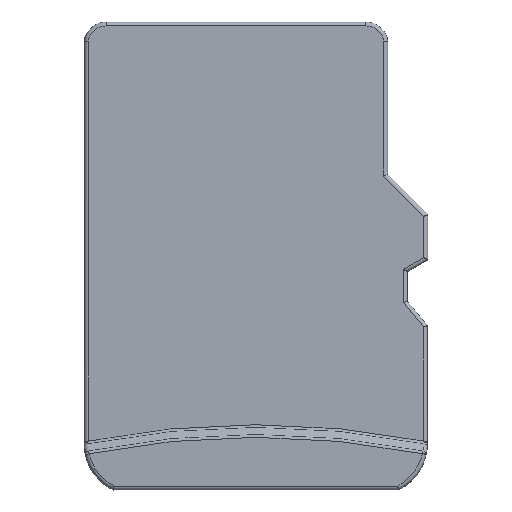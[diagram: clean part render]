
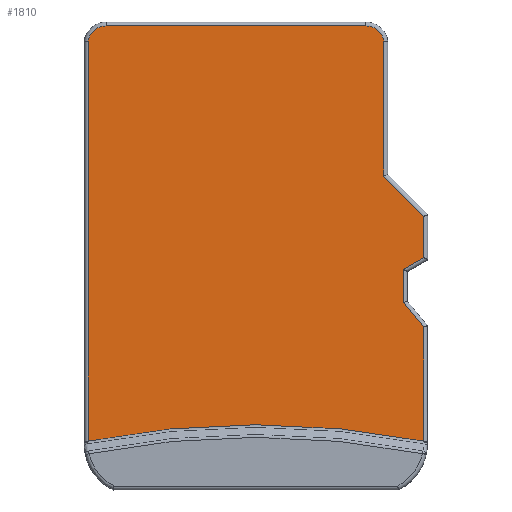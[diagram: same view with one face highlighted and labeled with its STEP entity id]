
A CAD part, top view. The second image highlights one B-rep face of the part: STEP entity #1810.
In plain terms, the highlighted planar face has unit normal (0, 0, 1).
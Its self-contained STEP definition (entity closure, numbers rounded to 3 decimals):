
#2 = VERTEX_POINT ( 'NONE', #521 ) ;
#7 = ORIENTED_EDGE ( 'NONE', *, *, #1841, .T. ) ;
#24 = ORIENTED_EDGE ( 'NONE', *, *, #1842, .T. ) ;
#25 = ORIENTED_EDGE ( 'NONE', *, *, #1843, .T. ) ;
#26 = ORIENTED_EDGE ( 'NONE', *, *, #1844, .T. ) ;
#27 = ORIENTED_EDGE ( 'NONE', *, *, #1845, .T. ) ;
#28 = ORIENTED_EDGE ( 'NONE', *, *, #1846, .T. ) ;
#29 = ORIENTED_EDGE ( 'NONE', *, *, #1847, .T. ) ;
#30 = ORIENTED_EDGE ( 'NONE', *, *, #1848, .T. ) ;
#31 = ORIENTED_EDGE ( 'NONE', *, *, #1849, .T. ) ;
#32 = ORIENTED_EDGE ( 'NONE', *, *, #1850, .T. ) ;
#33 = ORIENTED_EDGE ( 'NONE', *, *, #1851, .T. ) ;
#34 = ORIENTED_EDGE ( 'NONE', *, *, #1852, .T. ) ;
#49 = VERTEX_POINT ( 'NONE', #533 ) ;
#117 = VERTEX_POINT ( 'NONE', #816 ) ;
#118 = VERTEX_POINT ( 'NONE', #804 ) ;
#119 = VERTEX_POINT ( 'NONE', #817 ) ;
#120 = VERTEX_POINT ( 'NONE', #811 ) ;
#121 = VERTEX_POINT ( 'NONE', #818 ) ;
#122 = VERTEX_POINT ( 'NONE', #810 ) ;
#123 = VERTEX_POINT ( 'NONE', #819 ) ;
#124 = VERTEX_POINT ( 'NONE', #820 ) ;
#125 = VERTEX_POINT ( 'NONE', #821 ) ;
#126 = VERTEX_POINT ( 'NONE', #822 ) ;
#514 = EDGE_LOOP ( 'NONE', ( #7, #24, #25, #26, #27, #28, #29, #30, #31, #32, #33, #34 ) ) ;
#521 = CARTESIAN_POINT ( 'NONE',  ( 18.579, 10.599, 0.7 ) ) ;
#533 = CARTESIAN_POINT ( 'NONE',  ( 29.33, 10.599, 0.7 ) ) ;
#804 = CARTESIAN_POINT ( 'NONE',  ( 28.685, 15.043, 0.7 ) ) ;
#810 = CARTESIAN_POINT ( 'NONE',  ( 28.06, 19.096, 0.7 ) ) ;
#811 = CARTESIAN_POINT ( 'NONE',  ( 29.341, 16.478, 0.7 ) ) ;
#816 = CARTESIAN_POINT ( 'NONE',  ( 29.33, 14.259, 0.7 ) ) ;
#817 = CARTESIAN_POINT ( 'NONE',  ( 28.685, 16.103, 0.7 ) ) ;
#818 = CARTESIAN_POINT ( 'NONE',  ( 29.341, 17.805, 0.7 ) ) ;
#819 = CARTESIAN_POINT ( 'NONE',  ( 28.06, 23.412, 0.7 ) ) ;
#820 = CARTESIAN_POINT ( 'NONE',  ( 27.483, 23.908, 0.7 ) ) ;
#821 = CARTESIAN_POINT ( 'NONE',  ( 19.153, 23.908, 0.7 ) ) ;
#822 = CARTESIAN_POINT ( 'NONE',  ( 18.579, 23.412, 0.7 ) ) ;
#1483 = PLANE ( 'NONE',  #1576 ) ;
#1486 = CARTESIAN_POINT ( 'NONE',  ( 18.454, 10.44, 0.7 ) ) ;
#1490 = FACE_OUTER_BOUND ( 'NONE', #514, .T. ) ;
#1492 = DIRECTION ( 'NONE',  ( 0., 0., 1. ) ) ;
#1493 = DIRECTION ( 'NONE',  ( 1., 0., 0. ) ) ;
#1576 = AXIS2_PLACEMENT_3D ( 'NONE', #1486, #1492, #1493 ) ;
#1586 = AXIS2_PLACEMENT_3D ( 'NONE', #1652, #1653, #1654 ) ;
#1641 = LINE ( 'NONE', #1650, #1743 ) ;
#1646 = CARTESIAN_POINT ( 'NONE',  ( 29.33, 10.44, 0.7 ) ) ;
#1650 = CARTESIAN_POINT ( 'NONE',  ( 18.454, 23.908, 0.7 ) ) ;
#1651 = LINE ( 'NONE', #1646, #1735 ) ;
#1652 = CARTESIAN_POINT ( 'NONE',  ( 23.955, -16.67, 0.7 ) ) ;
#1653 = DIRECTION ( 'NONE',  ( 0., 0., -1. ) ) ;
#1654 = DIRECTION ( 'NONE',  ( 1., 0., 0. ) ) ;
#1655 = DIRECTION ( 'NONE',  ( 0., 1., 0. ) ) ;
#1656 = LINE ( 'NONE', #1657, #1737 ) ;
#1657 = CARTESIAN_POINT ( 'NONE',  ( 26.81, 17.32, 0.7 ) ) ;
#1658 = DIRECTION ( 'NONE',  ( -0.636, 0.772, 0. ) ) ;
#1659 = LINE ( 'NONE', #1660, #1736 ) ;
#1660 = CARTESIAN_POINT ( 'NONE',  ( 28.685, 10.44, 0.7 ) ) ;
#1661 = DIRECTION ( 'NONE',  ( 0., 1., 0. ) ) ;
#1662 = LINE ( 'NONE', #1663, #1738 ) ;
#1663 = CARTESIAN_POINT ( 'NONE',  ( 29.404, 16.514, 0.7 ) ) ;
#1664 = DIRECTION ( 'NONE',  ( 0.868, 0.496, 0. ) ) ;
#1665 = LINE ( 'NONE', #1666, #1739 ) ;
#1666 = CARTESIAN_POINT ( 'NONE',  ( 29.341, 10.44, 0.7 ) ) ;
#1667 = DIRECTION ( 'NONE',  ( 0., 1., 0. ) ) ;
#1668 = LINE ( 'NONE', #1669, #1740 ) ;
#1669 = CARTESIAN_POINT ( 'NONE',  ( 27.624, 19.535, 0.7 ) ) ;
#1670 = DIRECTION ( 'NONE',  ( -0.704, 0.71, 0. ) ) ;
#1671 = LINE ( 'NONE', #1672, #1741 ) ;
#1672 = CARTESIAN_POINT ( 'NONE',  ( 28.06, 10.44, 0.7 ) ) ;
#1673 = DIRECTION ( 'NONE',  ( 0., 1., 0. ) ) ;
#1674 = LINE ( 'NONE', #1675, #1746 ) ;
#1675 = CARTESIAN_POINT ( 'NONE',  ( 18.579, 10.574, 0.7 ) ) ;
#1676 = CARTESIAN_POINT ( 'NONE',  ( 27.486, 23.328, 0.7 ) ) ;
#1677 = DIRECTION ( 'NONE',  ( 0., 0., 1. ) ) ;
#1678 = DIRECTION ( 'NONE',  ( 1., 0., 0. ) ) ;
#1679 = DIRECTION ( 'NONE',  ( -1., 0., 0. ) ) ;
#1682 = CARTESIAN_POINT ( 'NONE',  ( 19.153, 23.328, 0.7 ) ) ;
#1683 = DIRECTION ( 'NONE',  ( 0., 0., 1. ) ) ;
#1684 = DIRECTION ( 'NONE',  ( 1., 0., 0. ) ) ;
#1685 = DIRECTION ( 'NONE',  ( 0., -1., 0. ) ) ;
#1733 = CIRCLE ( 'NONE', #1586, 27.794 ) ;
#1735 = VECTOR ( 'NONE', #1655, 1000. ) ;
#1736 = VECTOR ( 'NONE', #1661, 1000. ) ;
#1737 = VECTOR ( 'NONE', #1658, 1000. ) ;
#1738 = VECTOR ( 'NONE', #1664, 1000. ) ;
#1739 = VECTOR ( 'NONE', #1667, 1000. ) ;
#1740 = VECTOR ( 'NONE', #1670, 1000. ) ;
#1741 = VECTOR ( 'NONE', #1673, 1000. ) ;
#1742 = CIRCLE ( 'NONE', #1744, 0.58 ) ;
#1743 = VECTOR ( 'NONE', #1679, 1000. ) ;
#1744 = AXIS2_PLACEMENT_3D ( 'NONE', #1676, #1677, #1678 ) ;
#1745 = CIRCLE ( 'NONE', #1747, 0.58 ) ;
#1746 = VECTOR ( 'NONE', #1685, 1000. ) ;
#1747 = AXIS2_PLACEMENT_3D ( 'NONE', #1682, #1683, #1684 ) ;
#1810 = ADVANCED_FACE ( 'NONE', ( #1490 ), #1483, .T. ) ;
#1841 = EDGE_CURVE ( 'NONE', #2, #49, #1733, .T. ) ;
#1842 = EDGE_CURVE ( 'NONE', #49, #117, #1651, .T. ) ;
#1843 = EDGE_CURVE ( 'NONE', #117, #118, #1656, .T. ) ;
#1844 = EDGE_CURVE ( 'NONE', #118, #119, #1659, .T. ) ;
#1845 = EDGE_CURVE ( 'NONE', #119, #120, #1662, .T. ) ;
#1846 = EDGE_CURVE ( 'NONE', #120, #121, #1665, .T. ) ;
#1847 = EDGE_CURVE ( 'NONE', #121, #122, #1668, .T. ) ;
#1848 = EDGE_CURVE ( 'NONE', #122, #123, #1671, .T. ) ;
#1849 = EDGE_CURVE ( 'NONE', #123, #124, #1742, .T. ) ;
#1850 = EDGE_CURVE ( 'NONE', #124, #125, #1641, .T. ) ;
#1851 = EDGE_CURVE ( 'NONE', #125, #126, #1745, .T. ) ;
#1852 = EDGE_CURVE ( 'NONE', #126, #2, #1674, .T. ) ;
